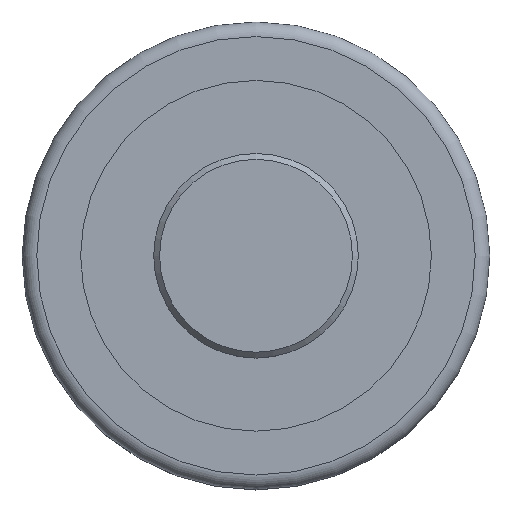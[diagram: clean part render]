
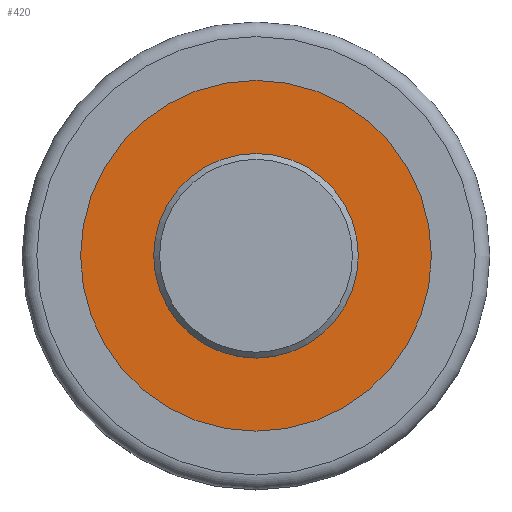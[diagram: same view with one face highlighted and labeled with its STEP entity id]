
A CAD part, top view. The second image highlights one B-rep face of the part: STEP entity #420.
In plain terms, the highlighted planar face has unit normal (0, 0, 1).
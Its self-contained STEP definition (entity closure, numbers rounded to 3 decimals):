
#20=FACE_BOUND('',#91,.T.);
#33=PLANE('',#478);
#60=FACE_OUTER_BOUND('',#90,.T.);
#90=EDGE_LOOP('',(#338));
#91=EDGE_LOOP('',(#339));
#170=CIRCLE('',#477,3.5);
#171=CIRCLE('',#479,6.);
#209=VERTEX_POINT('',#709);
#210=VERTEX_POINT('',#713);
#254=EDGE_CURVE('',#209,#209,#170,.T.);
#256=EDGE_CURVE('',#210,#210,#171,.T.);
#338=ORIENTED_EDGE('',*,*,#256,.F.);
#339=ORIENTED_EDGE('',*,*,#254,.T.);
#420=ADVANCED_FACE('',(#60,#20),#33,.T.);
#477=AXIS2_PLACEMENT_3D('',#710,#575,#576);
#478=AXIS2_PLACEMENT_3D('',#712,#578,#579);
#479=AXIS2_PLACEMENT_3D('',#714,#580,#581);
#575=DIRECTION('center_axis',(0.,0.,-1.));
#576=DIRECTION('ref_axis',(1.,0.,0.));
#578=DIRECTION('center_axis',(0.,0.,1.));
#579=DIRECTION('ref_axis',(1.,0.,0.));
#580=DIRECTION('center_axis',(0.,0.,-1.));
#581=DIRECTION('ref_axis',(1.,0.,0.));
#709=CARTESIAN_POINT('',(0.,-3.5,3.7));
#710=CARTESIAN_POINT('Origin',(0.,0.,3.7));
#712=CARTESIAN_POINT('Origin',(0.,6.,3.7));
#713=CARTESIAN_POINT('',(0.,-6.,3.7));
#714=CARTESIAN_POINT('Origin',(0.,0.,3.7));
